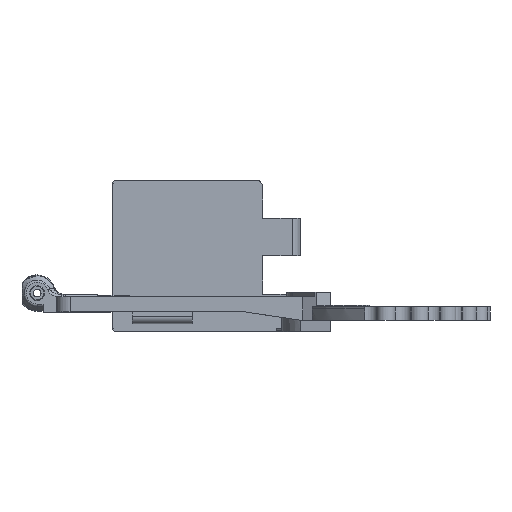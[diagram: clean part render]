
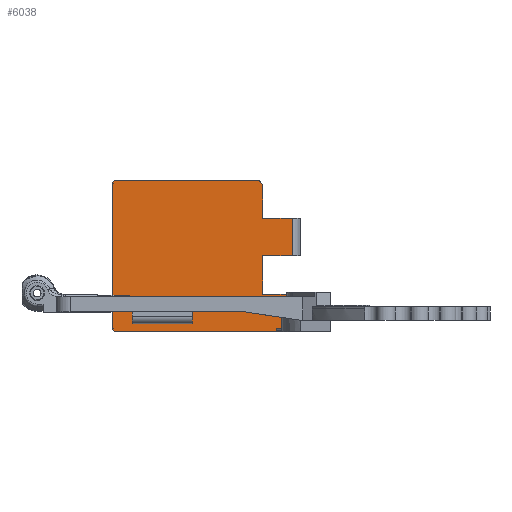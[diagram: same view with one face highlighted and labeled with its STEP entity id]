
A CAD part, front view. The second image highlights one B-rep face of the part: STEP entity #6038.
In plain terms, the highlighted face is planar.
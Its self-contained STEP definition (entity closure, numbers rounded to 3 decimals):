
#57=(
BOUNDED_CURVE()
B_SPLINE_CURVE(2,(#11276,#11277,#11278),.UNSPECIFIED.,.F.,.F.)
B_SPLINE_CURVE_WITH_KNOTS((3,3),(0.004,0.296),
 .UNSPECIFIED.)
CURVE()
GEOMETRIC_REPRESENTATION_ITEM()
RATIONAL_B_SPLINE_CURVE((1.002,1.073,1.073))
REPRESENTATION_ITEM('')
);
#226=ELLIPSE('',#6529,2.54,1.981);
#303=B_SPLINE_CURVE_WITH_KNOTS('',3,(#11231,#11232,#11233,#11234,#11235,
#11236,#11237,#11238,#11239,#11240),.UNSPECIFIED.,.F.,.F.,(4,2,2,2,4),(0.836,
0.868,0.908,0.959,1.029),
 .UNSPECIFIED.);
#305=B_SPLINE_CURVE_WITH_KNOTS('',3,(#11250,#11251,#11252,#11253,#11254,
#11255,#11256,#11257,#11258,#11259),.UNSPECIFIED.,.F.,.F.,(4,2,2,2,4),(0.644,
0.714,0.765,0.804,0.836),
 .UNSPECIFIED.);
#307=B_SPLINE_CURVE_WITH_KNOTS('',3,(#11280,#11281,#11282,#11283,#11284,
#11285,#11286,#11287),.UNSPECIFIED.,.F.,.F.,(4,2,2,4),(-0.135,
-0.099,-0.058,0.),.UNSPECIFIED.);
#769=FACE_OUTER_BOUND('',#1112,.T.);
#1112=EDGE_LOOP('',(#5206,#5207,#5208,#5209,#5210,#5211,#5212,#5213,#5214,
#5215,#5216,#5217,#5218,#5219,#5220,#5221,#5222));
#1625=LINE('',#11111,#2190);
#1636=LINE('',#11136,#2201);
#1654=LINE('',#11268,#2219);
#1656=LINE('',#11272,#2221);
#1657=LINE('',#11274,#2222);
#1658=LINE('',#11289,#2223);
#1659=LINE('',#11291,#2224);
#1660=LINE('',#11293,#2225);
#1661=LINE('',#11295,#2226);
#1662=LINE('',#11297,#2227);
#1663=LINE('',#11299,#2228);
#1664=LINE('',#11301,#2229);
#2190=VECTOR('',#7806,10.);
#2201=VECTOR('',#7823,10.);
#2219=VECTOR('',#7875,10.);
#2221=VECTOR('',#7879,10.);
#2222=VECTOR('',#7880,10.);
#2223=VECTOR('',#7881,10.);
#2224=VECTOR('',#7882,10.);
#2225=VECTOR('',#7883,10.);
#2226=VECTOR('',#7884,10.);
#2227=VECTOR('',#7885,10.);
#2228=VECTOR('',#7886,10.);
#2229=VECTOR('',#7887,10.);
#2757=VERTEX_POINT('',#11108);
#2758=VERTEX_POINT('',#11110);
#2768=VERTEX_POINT('',#11134);
#2769=VERTEX_POINT('',#11135);
#2799=VERTEX_POINT('',#11229);
#2801=VERTEX_POINT('',#11249);
#2803=VERTEX_POINT('',#11271);
#2804=VERTEX_POINT('',#11273);
#2805=VERTEX_POINT('',#11275);
#2806=VERTEX_POINT('',#11279);
#2807=VERTEX_POINT('',#11288);
#2808=VERTEX_POINT('',#11290);
#2809=VERTEX_POINT('',#11292);
#2810=VERTEX_POINT('',#11294);
#2811=VERTEX_POINT('',#11296);
#2812=VERTEX_POINT('',#11298);
#2813=VERTEX_POINT('',#11300);
#3574=EDGE_CURVE('',#2757,#2758,#1625,.T.);
#3586=EDGE_CURVE('',#2768,#2769,#1636,.T.);
#3620=EDGE_CURVE('',#2799,#2757,#303,.T.);
#3622=EDGE_CURVE('',#2769,#2801,#305,.T.);
#3626=EDGE_CURVE('',#2801,#2799,#1654,.T.);
#3628=EDGE_CURVE('',#2803,#2768,#1656,.T.);
#3629=EDGE_CURVE('',#2804,#2803,#1657,.T.);
#3630=EDGE_CURVE('',#2805,#2804,#57,.T.);
#3631=EDGE_CURVE('',#2806,#2805,#307,.T.);
#3632=EDGE_CURVE('',#2807,#2806,#1658,.T.);
#3633=EDGE_CURVE('',#2808,#2807,#1659,.T.);
#3634=EDGE_CURVE('',#2809,#2808,#1660,.T.);
#3635=EDGE_CURVE('',#2810,#2809,#1661,.T.);
#3636=EDGE_CURVE('',#2811,#2810,#1662,.T.);
#3637=EDGE_CURVE('',#2812,#2811,#1663,.T.);
#3638=EDGE_CURVE('',#2813,#2812,#1664,.T.);
#3639=EDGE_CURVE('',#2758,#2813,#226,.T.);
#5206=ORIENTED_EDGE('',*,*,#3574,.F.);
#5207=ORIENTED_EDGE('',*,*,#3620,.F.);
#5208=ORIENTED_EDGE('',*,*,#3626,.F.);
#5209=ORIENTED_EDGE('',*,*,#3622,.F.);
#5210=ORIENTED_EDGE('',*,*,#3586,.F.);
#5211=ORIENTED_EDGE('',*,*,#3628,.F.);
#5212=ORIENTED_EDGE('',*,*,#3629,.F.);
#5213=ORIENTED_EDGE('',*,*,#3630,.F.);
#5214=ORIENTED_EDGE('',*,*,#3631,.F.);
#5215=ORIENTED_EDGE('',*,*,#3632,.F.);
#5216=ORIENTED_EDGE('',*,*,#3633,.F.);
#5217=ORIENTED_EDGE('',*,*,#3634,.F.);
#5218=ORIENTED_EDGE('',*,*,#3635,.F.);
#5219=ORIENTED_EDGE('',*,*,#3636,.F.);
#5220=ORIENTED_EDGE('',*,*,#3637,.F.);
#5221=ORIENTED_EDGE('',*,*,#3638,.F.);
#5222=ORIENTED_EDGE('',*,*,#3639,.F.);
#5743=PLANE('',#6528);
#6038=ADVANCED_FACE('',(#769),#5743,.F.);
#6528=AXIS2_PLACEMENT_3D('',#11270,#7877,#7878);
#6529=AXIS2_PLACEMENT_3D('',#11302,#7888,#7889);
#7806=DIRECTION('',(0.,-1.,0.));
#7823=DIRECTION('',(0.,1.,0.));
#7875=DIRECTION('',(0.,0.,1.));
#7877=DIRECTION('center_axis',(1.,0.,0.));
#7878=DIRECTION('ref_axis',(0.,0.,
-1.));
#7879=DIRECTION('',(0.,0.,-1.));
#7880=DIRECTION('',(0.,1.,0.));
#7881=DIRECTION('',(0.,0.,-1.));
#7882=DIRECTION('',(0.,-1.,0.));
#7883=DIRECTION('',(0.,0.,-1.));
#7884=DIRECTION('',(0.,1.,0.));
#7885=DIRECTION('',(0.,0.,-1.));
#7886=DIRECTION('',(0.,-1.,0.));
#7887=DIRECTION('',(0.,0.,-1.));
#7888=DIRECTION('center_axis',(1.,0.,0.));
#7889=DIRECTION('ref_axis',(0.,0.,
1.));
#11108=CARTESIAN_POINT('',(-30.146,57.912,45.806));
#11110=CARTESIAN_POINT('',(-30.146,11.645,45.806));
#11111=CARTESIAN_POINT('',(-30.146,18.469,45.806));
#11134=CARTESIAN_POINT('',(-30.146,5.183,-4.486));
#11135=CARTESIAN_POINT('',(-30.146,57.912,-4.486));
#11136=CARTESIAN_POINT('',(-30.146,16.503,-4.486));
#11229=CARTESIAN_POINT('',(-30.146,59.47,44.806));
#11231=CARTESIAN_POINT('Ctrl Pts',(-30.146,59.47,44.806));
#11232=CARTESIAN_POINT('Ctrl Pts',(-30.146,59.47,44.913));
#11233=CARTESIAN_POINT('Ctrl Pts',(-30.146,59.438,45.038));
#11234=CARTESIAN_POINT('Ctrl Pts',(-30.146,59.33,45.25));
#11235=CARTESIAN_POINT('Ctrl Pts',(-30.146,59.227,45.368));
#11236=CARTESIAN_POINT('Ctrl Pts',(-30.146,58.991,45.556));
#11237=CARTESIAN_POINT('Ctrl Pts',(-30.146,58.807,45.646));
#11238=CARTESIAN_POINT('Ctrl Pts',(-30.146,58.422,45.77));
#11239=CARTESIAN_POINT('Ctrl Pts',(-30.146,58.145,45.806));
#11240=CARTESIAN_POINT('Ctrl Pts',(-30.146,57.912,45.806));
#11249=CARTESIAN_POINT('',(-30.146,59.47,-3.486));
#11250=CARTESIAN_POINT('Ctrl Pts',(-30.146,57.912,-4.486));
#11251=CARTESIAN_POINT('Ctrl Pts',(-30.146,58.145,-4.486));
#11252=CARTESIAN_POINT('Ctrl Pts',(-30.146,58.422,-4.451));
#11253=CARTESIAN_POINT('Ctrl Pts',(-30.146,58.807,-4.327));
#11254=CARTESIAN_POINT('Ctrl Pts',(-30.146,58.991,-4.237));
#11255=CARTESIAN_POINT('Ctrl Pts',(-30.146,59.227,-4.049));
#11256=CARTESIAN_POINT('Ctrl Pts',(-30.146,59.33,-3.931));
#11257=CARTESIAN_POINT('Ctrl Pts',(-30.146,59.438,-3.719));
#11258=CARTESIAN_POINT('Ctrl Pts',(-30.146,59.47,-3.594));
#11259=CARTESIAN_POINT('Ctrl Pts',(-30.146,59.47,-3.486));
#11268=CARTESIAN_POINT('',(-30.146,59.47,8.657));
#11270=CARTESIAN_POINT('Origin',(-30.146,28.275,20.66));
#11271=CARTESIAN_POINT('',(-30.146,5.183,-3.228));
#11272=CARTESIAN_POINT('',(-30.146,5.183,14.373));
#11273=CARTESIAN_POINT('',(-30.146,3.231,-3.228));
#11274=CARTESIAN_POINT('',(-30.146,15.253,-3.228));
#11275=CARTESIAN_POINT('',(-30.146,0.465,-2.318));
#11276=CARTESIAN_POINT('Ctrl Pts',(-30.146,0.465,-2.318));
#11277=CARTESIAN_POINT('Ctrl Pts',(-30.146,1.939,-3.228));
#11278=CARTESIAN_POINT('Ctrl Pts',(-30.146,3.231,-3.228));
#11279=CARTESIAN_POINT('',(-30.146,-0.096,-1.42));
#11280=CARTESIAN_POINT('Ctrl Pts',(-30.146,-0.096,-1.42));
#11281=CARTESIAN_POINT('Ctrl Pts',(-30.146,-0.096,-1.514));
#11282=CARTESIAN_POINT('Ctrl Pts',(-30.146,-0.081,
-1.607));
#11283=CARTESIAN_POINT('Ctrl Pts',(-30.146,-0.021,
-1.798));
#11284=CARTESIAN_POINT('Ctrl Pts',(-30.146,0.028,-1.892));
#11285=CARTESIAN_POINT('Ctrl Pts',(-30.146,0.178,-2.1));
#11286=CARTESIAN_POINT('Ctrl Pts',(-30.146,0.3,-2.217));
#11287=CARTESIAN_POINT('Ctrl Pts',(-30.146,0.465,-2.318));
#11288=CARTESIAN_POINT('',(-30.146,-0.096,8.023));
#11289=CARTESIAN_POINT('',(-30.146,-0.096,-4.486));
#11290=CARTESIAN_POINT('',(-30.146,9.664,8.023));
#11291=CARTESIAN_POINT('',(-30.146,12.037,8.023));
#11292=CARTESIAN_POINT('',(-30.146,9.664,20.723));
#11293=CARTESIAN_POINT('',(-30.146,9.664,20.66));
#11294=CARTESIAN_POINT('',(-30.146,-0.096,20.723));
#11295=CARTESIAN_POINT('',(-30.146,18.469,20.723));
#11296=CARTESIAN_POINT('',(-30.146,-0.096,33.169));
#11297=CARTESIAN_POINT('',(-30.146,-0.096,-4.486));
#11298=CARTESIAN_POINT('',(-30.146,9.664,33.169));
#11299=CARTESIAN_POINT('',(-30.146,12.037,33.169));
#11300=CARTESIAN_POINT('',(-30.146,9.664,43.266));
#11301=CARTESIAN_POINT('',(-30.146,9.664,33.233));
#11302=CARTESIAN_POINT('Origin',(-30.146,11.645,43.266));
